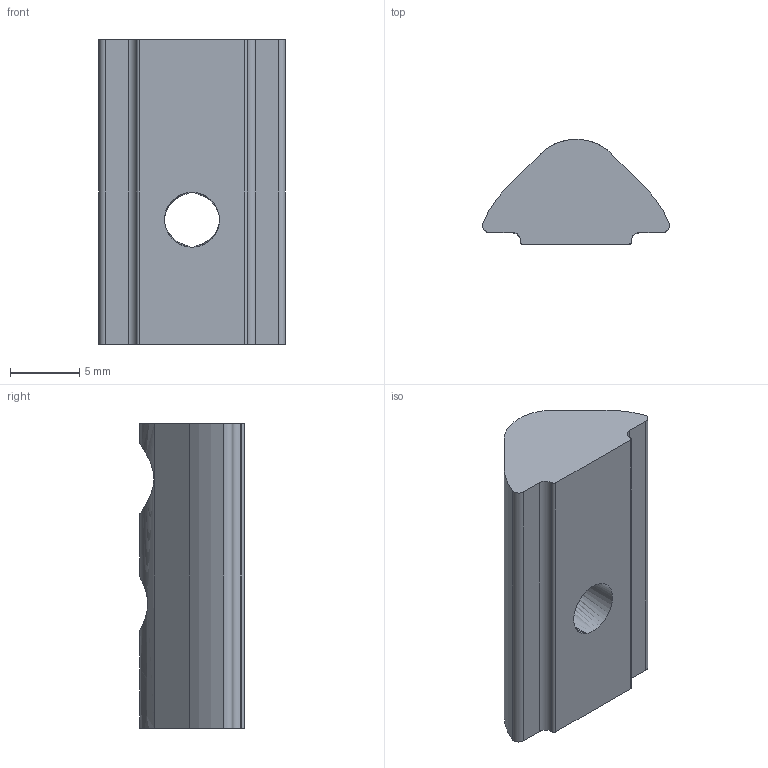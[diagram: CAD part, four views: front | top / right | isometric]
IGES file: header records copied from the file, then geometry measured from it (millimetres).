
Global section: file name: SV2890V_A; native system: Autodesk Inventor 2015; preprocessor: unknown; date: 20151128.112919; units: millimetre
Bounding box: 13.47 x 7.57 x 22 mm (x, y, z)
Volume: 1285.3 mm3; surface area: 1054.1 mm2
Topology: 1 solids, 1 shells, 23 faces, 62 edges, 42 vertices
Faces by surface type: bspline 23
